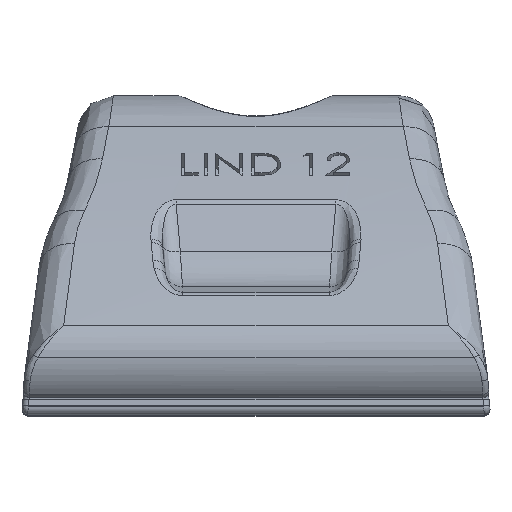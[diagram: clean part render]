
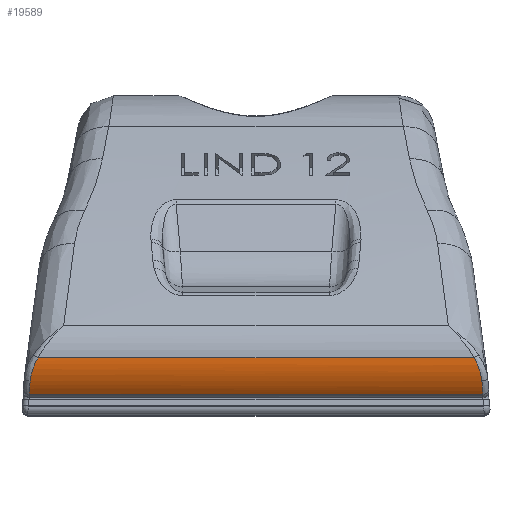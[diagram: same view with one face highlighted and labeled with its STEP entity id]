
A CAD part, top view. The second image highlights one B-rep face of the part: STEP entity #19589.
In plain terms, the highlighted cylindrical face has radius 5 mm (diameter 10 mm), a partial arc.
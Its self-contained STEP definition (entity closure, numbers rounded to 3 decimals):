
#3455 = VERTEX_POINT ( 'NONE', #8963 ) ;
#3457 = EDGE_CURVE ( 'NONE', #3455, #3543, #9276, .T. ) ;
#3530 = EDGE_CURVE ( 'NONE', #3549, #3531, #12613, .T. ) ;
#3531 = VERTEX_POINT ( 'NONE', #12609 ) ;
#3543 = VERTEX_POINT ( 'NONE', #12548 ) ;
#3549 = VERTEX_POINT ( 'NONE', #12410 ) ;
#3692 = EDGE_CURVE ( 'NONE', #3531, #3455, #14458, .T. ) ;
#4278 = CARTESIAN_POINT ( 'NONE',  ( 18.491, -5.603, 29. ) ) ;
#4279 = CARTESIAN_POINT ( 'NONE',  ( 18.405, -5.45, 29. ) ) ;
#4280 = FACE_OUTER_BOUND ( 'NONE', #19588, .T. ) ;
#4281 = DIRECTION ( 'NONE',  ( 1., 0., 0. ) ) ;
#4282 = VECTOR ( 'NONE', #4281, 1000. ) ;
#4283 = CARTESIAN_POINT ( 'NONE',  ( 0., -5.45, 29. ) ) ;
#4284 = LINE ( 'NONE', #4283, #4282 ) ;
#4286 = CARTESIAN_POINT ( 'NONE',  ( 18.717, -6.077, 28.963 ) ) ;
#4287 = CARTESIAN_POINT ( 'NONE',  ( 18.571, -5.759, 28.993 ) ) ;
#4288 = B_SPLINE_CURVE_WITH_KNOTS ( 'NONE', 3,
 ( #4279, #4278, #4287, #4286, #4309, #4308, #4307, #4306, #4305, #4304, #4303, #4302, #4301, #4300 ),
 .UNSPECIFIED., .F., .F.,
 ( 4, 2, 2, 2, 2, 2, 4 ),
 ( 0., 0.25, 0.5, 0.625, 0.687, 0.75, 1. ),
 .UNSPECIFIED. ) ;
#4295 = DIRECTION ( 'NONE',  ( 0., 0., 1. ) ) ;
#4296 = DIRECTION ( 'NONE',  ( -1., 0., 0. ) ) ;
#4297 = AXIS2_PLACEMENT_3D ( 'NONE', #4298, #4296, #4295 ) ;
#4298 = CARTESIAN_POINT ( 'NONE',  ( 19.388, -5.45, 24. ) ) ;
#4299 = CYLINDRICAL_SURFACE ( 'NONE', #4297, 5. ) ;
#4300 = CARTESIAN_POINT ( 'NONE',  ( 19.068, -7.406, 28.602 ) ) ;
#4301 = CARTESIAN_POINT ( 'NONE',  ( 19.054, -7.239, 28.673 ) ) ;
#4302 = CARTESIAN_POINT ( 'NONE',  ( 19.026, -7.072, 28.733 ) ) ;
#4303 = CARTESIAN_POINT ( 'NONE',  ( 18.978, -6.862, 28.797 ) ) ;
#4304 = CARTESIAN_POINT ( 'NONE',  ( 18.968, -6.819, 28.809 ) ) ;
#4305 = CARTESIAN_POINT ( 'NONE',  ( 18.946, -6.735, 28.832 ) ) ;
#4306 = CARTESIAN_POINT ( 'NONE',  ( 18.934, -6.693, 28.843 ) ) ;
#4307 = CARTESIAN_POINT ( 'NONE',  ( 18.897, -6.567, 28.874 ) ) ;
#4308 = CARTESIAN_POINT ( 'NONE',  ( 18.87, -6.484, 28.893 ) ) ;
#4309 = CARTESIAN_POINT ( 'NONE',  ( 18.783, -6.238, 28.94 ) ) ;
#4369 = CARTESIAN_POINT ( 'NONE',  ( 18.405, -5.45, 29. ) ) ;
#8963 = CARTESIAN_POINT ( 'NONE',  ( -19.068, -7.406, 28.602 ) ) ;
#9124 = CARTESIAN_POINT ( 'NONE',  ( -18.405, -5.45, 29. ) ) ;
#9125 = CARTESIAN_POINT ( 'NONE',  ( -18.491, -5.603, 29. ) ) ;
#9126 = CARTESIAN_POINT ( 'NONE',  ( -18.571, -5.76, 28.993 ) ) ;
#9127 = CARTESIAN_POINT ( 'NONE',  ( -18.681, -5.999, 28.97 ) ) ;
#9260 = CARTESIAN_POINT ( 'NONE',  ( -18.95, -6.74, 28.834 ) ) ;
#9261 = CARTESIAN_POINT ( 'NONE',  ( -19.026, -7.073, 28.733 ) ) ;
#9262 = CARTESIAN_POINT ( 'NONE',  ( -19.054, -7.239, 28.672 ) ) ;
#9263 = CARTESIAN_POINT ( 'NONE',  ( -19.068, -7.406, 28.602 ) ) ;
#9276 = B_SPLINE_CURVE_WITH_KNOTS ( 'NONE', 3,
 ( #9263, #9262, #9261, #9260, #9280, #9279, #9278, #9277, #9127, #9126, #9125, #9124 ),
 .UNSPECIFIED., .F., .F.,
 ( 4, 2, 2, 2, 2, 4 ),
 ( 0., 0.25, 0.5, 0.625, 0.75, 1. ),
 .UNSPECIFIED. ) ;
#9277 = CARTESIAN_POINT ( 'NONE',  ( -18.716, -6.08, 28.961 ) ) ;
#9278 = CARTESIAN_POINT ( 'NONE',  ( -18.783, -6.243, 28.937 ) ) ;
#9279 = CARTESIAN_POINT ( 'NONE',  ( -18.814, -6.325, 28.924 ) ) ;
#9280 = CARTESIAN_POINT ( 'NONE',  ( -18.901, -6.574, 28.875 ) ) ;
#12039 = CARTESIAN_POINT ( 'NONE',  ( 19.102, -7.81, 28.43 ) ) ;
#12040 = CARTESIAN_POINT ( 'NONE',  ( 19.068, -7.406, 28.602 ) ) ;
#12041 = B_SPLINE_CURVE_WITH_KNOTS ( 'NONE', 3,
 ( #12040, #12039, #12077, #12076 ),
 .UNSPECIFIED., .F., .F.,
 ( 4, 4 ),
 ( 0., 1. ),
 .UNSPECIFIED. ) ;
#12042 = CARTESIAN_POINT ( 'NONE',  ( 19.068, -7.406, 28.602 ) ) ;
#12076 = CARTESIAN_POINT ( 'NONE',  ( 19.158, -8.536, 27.934 ) ) ;
#12077 = CARTESIAN_POINT ( 'NONE',  ( 19.132, -8.19, 28.205 ) ) ;
#12410 = CARTESIAN_POINT ( 'NONE',  ( 19.158, -8.536, 27.934 ) ) ;
#12548 = CARTESIAN_POINT ( 'NONE',  ( -18.405, -5.45, 29. ) ) ;
#12609 = CARTESIAN_POINT ( 'NONE',  ( -19.158, -8.536, 27.934 ) ) ;
#12610 = DIRECTION ( 'NONE',  ( -1., 0., 0. ) ) ;
#12611 = VECTOR ( 'NONE', #12610, 1000. ) ;
#12612 = CARTESIAN_POINT ( 'NONE',  ( 0., -8.536, 27.934 ) ) ;
#12613 = LINE ( 'NONE', #12612, #12611 ) ;
#14443 = CARTESIAN_POINT ( 'NONE',  ( -19.068, -7.406, 28.602 ) ) ;
#14444 = CARTESIAN_POINT ( 'NONE',  ( -19.102, -7.81, 28.43 ) ) ;
#14445 = CARTESIAN_POINT ( 'NONE',  ( -19.132, -8.19, 28.205 ) ) ;
#14446 = CARTESIAN_POINT ( 'NONE',  ( -19.158, -8.536, 27.934 ) ) ;
#14458 = B_SPLINE_CURVE_WITH_KNOTS ( 'NONE', 3,
 ( #14446, #14445, #14444, #14443 ),
 .UNSPECIFIED., .F., .F.,
 ( 4, 4 ),
 ( 0., 1. ),
 .UNSPECIFIED. ) ;
#19585 = ORIENTED_EDGE ( 'NONE', *, *, #19586, .F. ) ;
#19586 = EDGE_CURVE ( 'NONE', #19602, #19696, #4288, .T. ) ;
#19587 = EDGE_CURVE ( 'NONE', #3543, #19602, #4284, .T. ) ;
#19588 = EDGE_LOOP ( 'NONE', ( #19585, #19697, #19698, #19695, #19694, #19692 ) ) ;
#19589 = ADVANCED_FACE ( 'NONE', ( #4280 ), #4299, .T. ) ;
#19602 = VERTEX_POINT ( 'NONE', #4369 ) ;
#19692 = ORIENTED_EDGE ( 'NONE', *, *, #19693, .F. ) ;
#19693 = EDGE_CURVE ( 'NONE', #19696, #3549, #12041, .T. ) ;
#19694 = ORIENTED_EDGE ( 'NONE', *, *, #3530, .F. ) ;
#19695 = ORIENTED_EDGE ( 'NONE', *, *, #3692, .F. ) ;
#19696 = VERTEX_POINT ( 'NONE', #12042 ) ;
#19697 = ORIENTED_EDGE ( 'NONE', *, *, #19587, .F. ) ;
#19698 = ORIENTED_EDGE ( 'NONE', *, *, #3457, .F. ) ;
